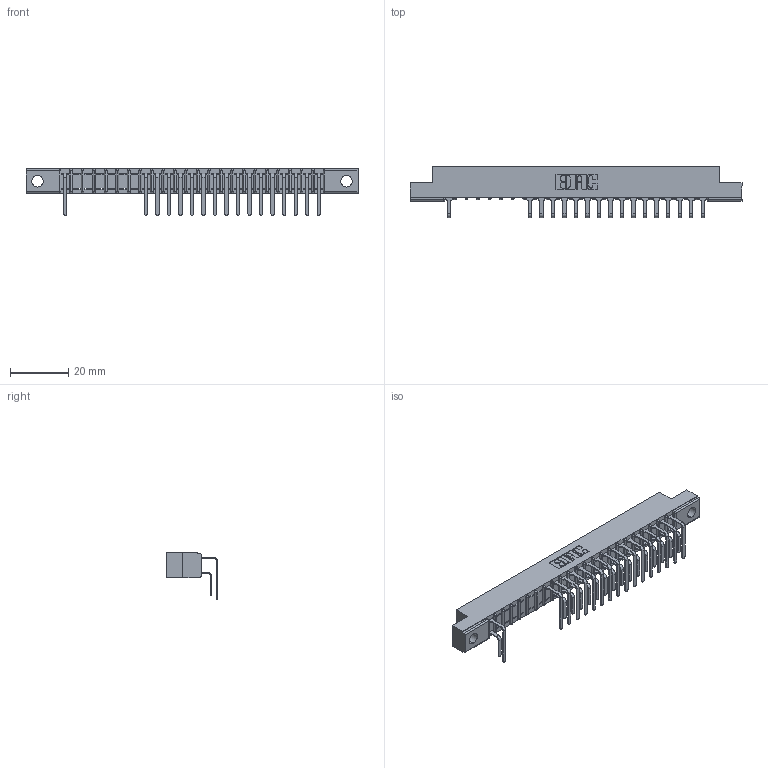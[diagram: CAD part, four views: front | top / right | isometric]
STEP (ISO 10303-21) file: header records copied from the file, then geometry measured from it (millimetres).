
FILE_DESCRIPTION (( 'STEP AP203' ), '1' );
FILE_NAME ('307-023-559-102.STEP', '2018-08-04T05:12:42', ( '' ), ( '' ), 'SwSTEP 2.0', 'SolidWorks 2016', '' );
FILE_SCHEMA (( 'CONFIG_CONTROL_DESIGN' ));
Length unit declared in the file: inch
Products named in the file (4): 307-290-001_559 - 2 (Single); 307-023-559-102; 307 Part_.128 Dia Mounting Holes; 307-290-001_558 559 - 1 (Single)
Assembly tree (34 placements, depth 2):
  307-023-559-102
    307 Part_.128 Dia Mounting Holes
    307-290-001_558 559 - 1 (Single)  x16
    307-290-001_559 - 2 (Single)  x17
Bounding box: 114.15 x 17.69 x 16.08 mm (x, y, z)
Volume: 7358.1 mm3; surface area: 12734.8 mm2
Topology: 34 solids, 34 shells, 1922 faces, 5425 edges, 3506 vertices
Faces by surface type: plane 1237, cylinder 637, sphere 48
Entity records: 23829 total; most frequent: CARTESIAN_POINT 3960, ORIENTED_EDGE 3934, DIRECTION 3873, EDGE_CURVE 1967, VECTOR 1499, LINE 1499, VERTEX_POINT 1274, AXIS2_PLACEMENT_3D 1187
